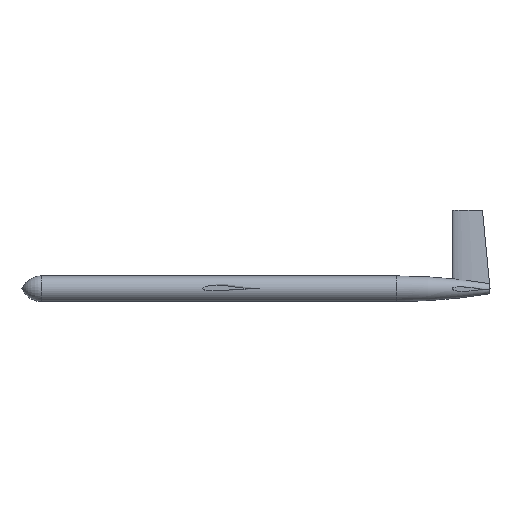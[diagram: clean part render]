
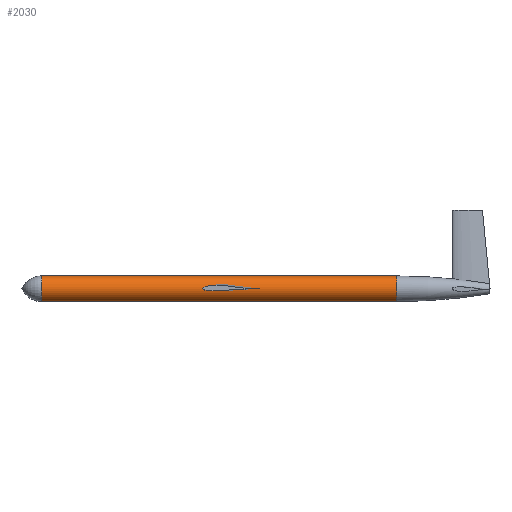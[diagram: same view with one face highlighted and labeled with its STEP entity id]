
A CAD part, front view. The second image highlights one B-rep face of the part: STEP entity #2030.
In plain terms, the highlighted cylindrical face has radius 177.8 mm (diameter 355.6 mm), a partial arc.
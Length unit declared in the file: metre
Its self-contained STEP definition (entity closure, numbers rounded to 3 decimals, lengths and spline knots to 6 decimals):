
#40 = DIRECTION ( 'NONE',  ( 0., 0., 1. ) ) ;
#124 = AXIS2_PLACEMENT_3D ( 'NONE', #1704, #2326, #2747 ) ;
#307 = VERTEX_POINT ( 'NONE', #2658 ) ;
#464 = EDGE_CURVE ( 'NONE', #307, #948, #1552, .T. ) ;
#764 = EDGE_CURVE ( 'NONE', #2056, #307, #1288, .T. ) ;
#808 = AXIS2_PLACEMENT_3D ( 'NONE', #2834, #2171, #1940 ) ;
#870 = EDGE_LOOP ( 'NONE', ( #1419, #1804, #2457, #1893 ) ) ;
#880 = CARTESIAN_POINT ( 'NONE',  ( 5.18, 0., -0.1778 ) ) ;
#883 = CARTESIAN_POINT ( 'NONE',  ( 0.27, 0., 0.1778 ) ) ;
#890 = CARTESIAN_POINT ( 'NONE',  ( 0., 0., -0.1778 ) ) ;
#948 = VERTEX_POINT ( 'NONE', #883 ) ;
#973 = CARTESIAN_POINT ( 'NONE',  ( 0.27, 0., 0. ) ) ;
#1067 = CYLINDRICAL_SURFACE ( 'NONE', #808, 0.1778 ) ;
#1081 = FACE_OUTER_BOUND ( 'NONE', #870, .T. ) ;
#1119 = DIRECTION ( 'NONE',  ( -1., 0., 0. ) ) ;
#1190 = VECTOR ( 'NONE', #1119, 1. ) ;
#1288 = LINE ( 'NONE', #890, #1190 ) ;
#1416 = VECTOR ( 'NONE', #1450, 1. ) ;
#1419 = ORIENTED_EDGE ( 'NONE', *, *, #764, .F. ) ;
#1450 = DIRECTION ( 'NONE',  ( -1., 0., 0. ) ) ;
#1552 = CIRCLE ( 'NONE', #2486, 0.1778 ) ;
#1657 = CARTESIAN_POINT ( 'NONE',  ( 0., 0., 0.1778 ) ) ;
#1704 = CARTESIAN_POINT ( 'NONE',  ( 5.18, 0., 0. ) ) ;
#1721 = EDGE_CURVE ( 'NONE', #2056, #2511, #2630, .T. ) ;
#1804 = ORIENTED_EDGE ( 'NONE', *, *, #1721, .T. ) ;
#1841 = DIRECTION ( 'NONE',  ( -1., 0., 0. ) ) ;
#1893 = ORIENTED_EDGE ( 'NONE', *, *, #464, .F. ) ;
#1940 = DIRECTION ( 'NONE',  ( 0., 0., 1. ) ) ;
#2030 = ADVANCED_FACE ( 'NONE', ( #1081 ), #1067, .T. ) ;
#2056 = VERTEX_POINT ( 'NONE', #880 ) ;
#2171 = DIRECTION ( 'NONE',  ( -1., 0., 0. ) ) ;
#2211 = EDGE_CURVE ( 'NONE', #2511, #948, #2288, .T. ) ;
#2288 = LINE ( 'NONE', #1657, #1416 ) ;
#2326 = DIRECTION ( 'NONE',  ( -1., 0., 0. ) ) ;
#2457 = ORIENTED_EDGE ( 'NONE', *, *, #2211, .T. ) ;
#2486 = AXIS2_PLACEMENT_3D ( 'NONE', #973, #1841, #40 ) ;
#2511 = VERTEX_POINT ( 'NONE', #2524 ) ;
#2524 = CARTESIAN_POINT ( 'NONE',  ( 5.18, 0., 0.1778 ) ) ;
#2630 = CIRCLE ( 'NONE', #124, 0.1778 ) ;
#2658 = CARTESIAN_POINT ( 'NONE',  ( 0.27, 0., -0.1778 ) ) ;
#2747 = DIRECTION ( 'NONE',  ( 0., 0., 1. ) ) ;
#2834 = CARTESIAN_POINT ( 'NONE',  ( 0., 0., 0. ) ) ;
